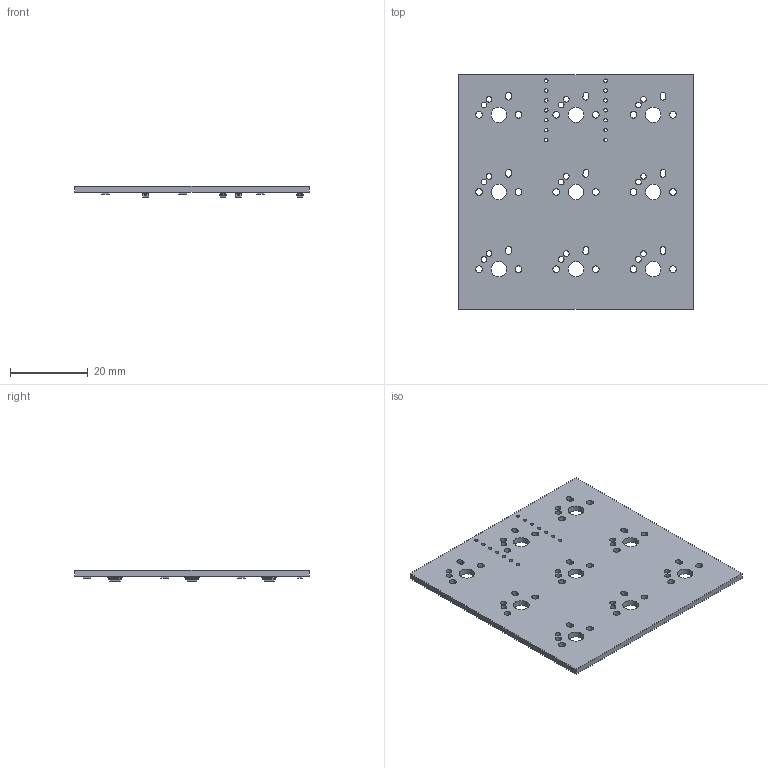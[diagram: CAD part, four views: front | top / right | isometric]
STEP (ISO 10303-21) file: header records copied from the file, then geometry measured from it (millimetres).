
FILE_DESCRIPTION(('KiCad electronic assembly'),'2;1');
FILE_NAME('9kMacroPCB.step','2025-07-27T00:52:44',('Pcbnew'),('Kicad'), 'Open CASCADE STEP processor 7.9','KiCad to STEP converter','Unknown' );
FILE_SCHEMA(('AUTOMOTIVE_DESIGN { 1 0 10303 214 1 1 1 1 }'));
Length unit declared in the file: millimetre
Products named in the file (4): 9kMacroPCB 1; D_SOD-123; R_0805_2012Metric; 9kMacroPCB_PCB
Assembly tree (16 placements, depth 2):
  9kMacroPCB 1
    D_SOD-123  x9
    R_0805_2012Metric  x6
    9kMacroPCB_PCB
Bounding box: 60.33 x 60.33 x 2.85 mm (x, y, z)
Volume: 5216.5 mm3; surface area: 8018.8 mm2
Topology: 16 solids, 16 shells, 779 faces, 2010 edges, 1272 vertices
Faces by surface type: plane 429, cylinder 206, bspline 144
Full cylindrical faces by diameter (mm): 0.889 x14, 1.47 x18, 1.75 x18, 3.988 x9
Entity records: 6813 total; most frequent: CARTESIAN_POINT 1068, DIRECTION 1022, ORIENTED_EDGE 972, EDGE_CURVE 486, AXIS2_PLACEMENT_3D 382, VERTEX_POINT 316, FACE_BOUND 314, EDGE_LOOP 314
